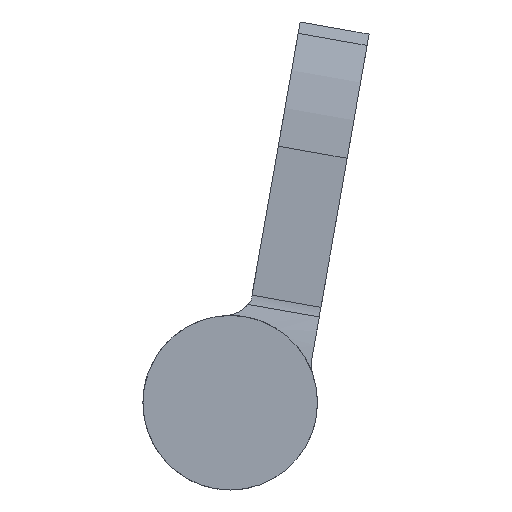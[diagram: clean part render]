
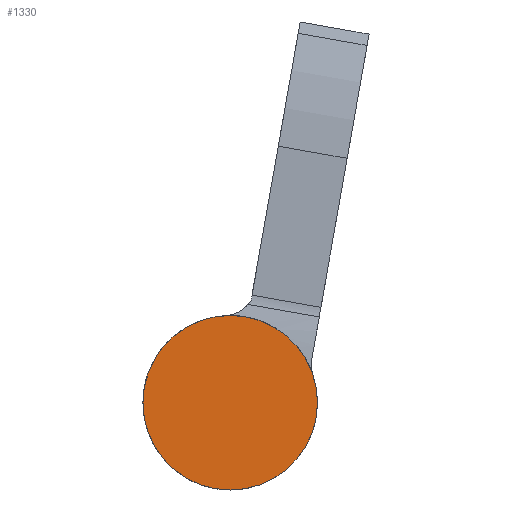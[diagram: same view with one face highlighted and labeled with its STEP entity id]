
A CAD part, left-side view. The second image highlights one B-rep face of the part: STEP entity #1330.
In plain terms, the highlighted planar face has unit normal (-1, 0, 0).
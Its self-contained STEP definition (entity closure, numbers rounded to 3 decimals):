
#60=PLANE('',#1522);
#140=FACE_OUTER_BOUND('',#226,.T.);
#226=EDGE_LOOP('',(#1177));
#511=CIRCLE('',#1517,18.);
#625=VERTEX_POINT('',#2375);
#811=EDGE_CURVE('',#625,#625,#511,.T.);
#1177=ORIENTED_EDGE('',*,*,#811,.F.);
#1330=ADVANCED_FACE('',(#140),#60,.T.);
#1517=AXIS2_PLACEMENT_3D('',#2376,#1950,#1951);
#1522=AXIS2_PLACEMENT_3D('',#2439,#1963,#1964);
#1950=DIRECTION('center_axis',(1.,0.,0.));
#1951=DIRECTION('ref_axis',(0.,0.174,-0.985));
#1963=DIRECTION('center_axis',(-1.,0.,0.));
#1964=DIRECTION('ref_axis',(0.,0.985,0.174));
#2375=CARTESIAN_POINT('',(-92.556,375.273,-443.126));
#2376=CARTESIAN_POINT('Origin',(-92.556,393.,-440.));
#2439=CARTESIAN_POINT('Origin',(-92.556,377.012,-435.711));
